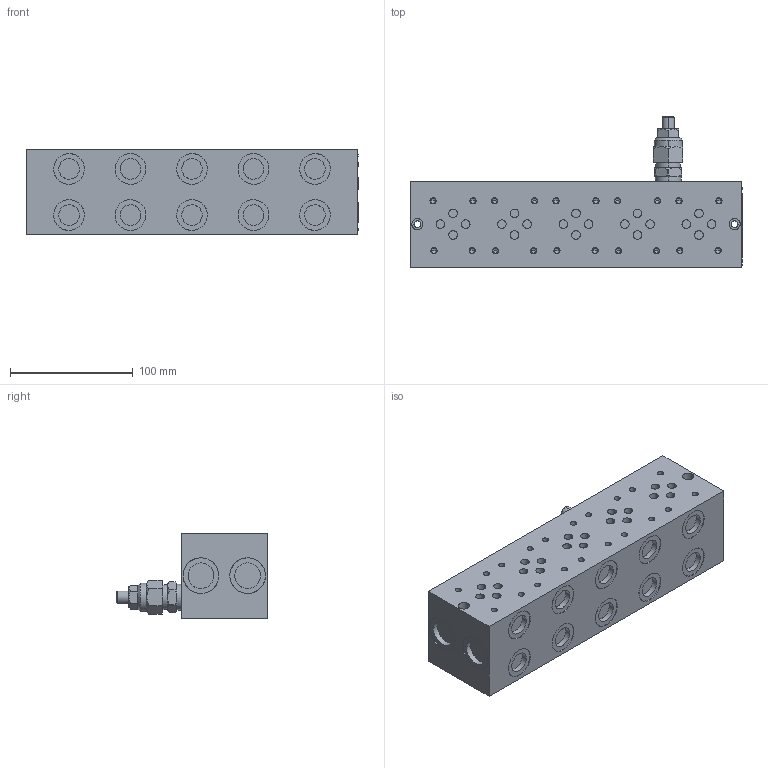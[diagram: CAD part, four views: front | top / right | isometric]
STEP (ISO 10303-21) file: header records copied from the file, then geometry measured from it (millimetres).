
FILE_DESCRIPTION(/* description */ (''),/* implementation_level */ '2;1');
FILE_NAME(/* name */ 'EAM233_5Z',/* time_stamp */ '2014-09-22T11:48:30+02:00',/* author */ (''),/* organization */ (''),/* preprocessor_version */ 'ST-DEVELOPER v10',/* originating_system */ '',/* authorisation */ '');
FILE_SCHEMA (('CONFIG_CONTROL_DESIGN'));
Length unit declared in the file: millimetre
Products named in the file (1): 1
Bounding box: 270 x 122.5 x 69.5 mm (x, y, z)
Volume: 1292339.1 mm3; surface area: 104609.2 mm2
Topology: 2 solids, 2 shells, 434 faces, 1132 edges, 758 vertices
Faces by surface type: bspline 286, plane 148
Entity records: 14056 total; most frequent: CARTESIAN_POINT 7569, ORIENTED_EDGE 2168, EDGE_CURVE 1084, VERTEX_POINT 758, EDGE_LOOP 542, ADVANCED_FACE 434, FACE_OUTER_BOUND 434, B_SPLINE_CURVE_WITH_KNOTS 421
